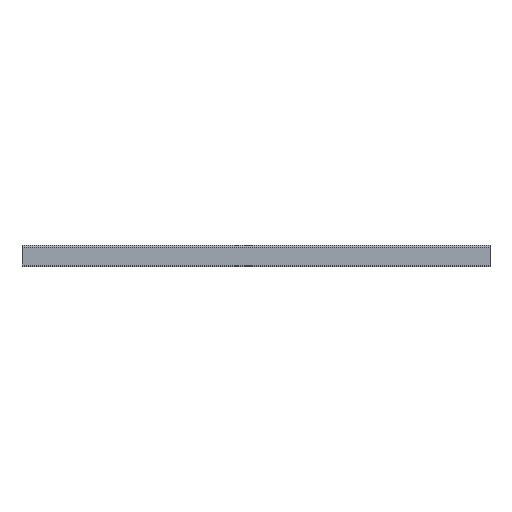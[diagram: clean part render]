
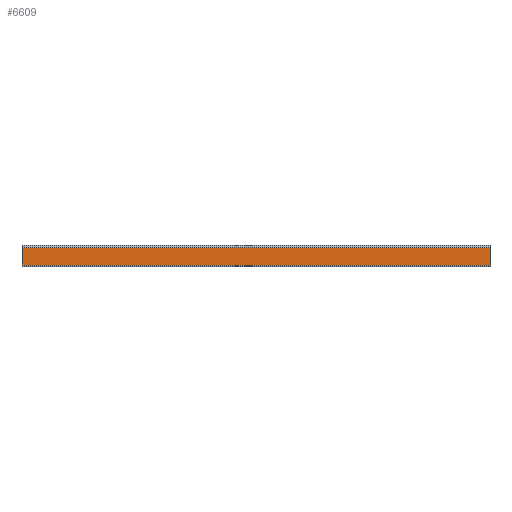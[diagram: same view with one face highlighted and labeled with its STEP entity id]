
A CAD part, front view. The second image highlights one B-rep face of the part: STEP entity #6609.
In plain terms, the highlighted planar face has unit normal (0, -1, 0).
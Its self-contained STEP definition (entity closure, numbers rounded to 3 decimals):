
#102=PLANE('',#7190);
#360=FACE_OUTER_BOUND('',#701,.T.);
#701=EDGE_LOOP('',(#4970,#4971,#4972,#4973));
#1217=LINE('',#10826,#1830);
#1218=LINE('',#10830,#1831);
#1219=LINE('',#10832,#1832);
#1220=LINE('',#10833,#1833);
#1830=VECTOR('',#8740,1000.);
#1831=VECTOR('',#8745,1000.);
#1832=VECTOR('',#8746,1000.);
#1833=VECTOR('',#8747,1000.);
#2895=VERTEX_POINT('',#10823);
#2896=VERTEX_POINT('',#10825);
#2897=VERTEX_POINT('',#10829);
#2898=VERTEX_POINT('',#10831);
#3762=EDGE_CURVE('',#2896,#2895,#1217,.T.);
#3764=EDGE_CURVE('',#2895,#2897,#1218,.T.);
#3765=EDGE_CURVE('',#2898,#2897,#1219,.T.);
#3766=EDGE_CURVE('',#2896,#2898,#1220,.T.);
#4970=ORIENTED_EDGE('',*,*,#3764,.T.);
#4971=ORIENTED_EDGE('',*,*,#3765,.F.);
#4972=ORIENTED_EDGE('',*,*,#3766,.F.);
#4973=ORIENTED_EDGE('',*,*,#3762,.T.);
#6609=ADVANCED_FACE('',(#360),#102,.F.);
#7190=AXIS2_PLACEMENT_3D('',#10828,#8743,#8744);
#8740=DIRECTION('',(-1.,0.,0.));
#8743=DIRECTION('center_axis',(0.,1.,0.));
#8744=DIRECTION('ref_axis',(0.,0.,1.));
#8745=DIRECTION('',(0.,0.,-1.));
#8746=DIRECTION('',(-1.,0.,0.));
#8747=DIRECTION('',(0.,0.,-1.));
#10823=CARTESIAN_POINT('',(0.,-129.989,-4.));
#10825=CARTESIAN_POINT('',(1000.,-129.989,-4.));
#10826=CARTESIAN_POINT('',(1000.,-129.989,-4.));
#10828=CARTESIAN_POINT('Origin',(1000.,-129.989,-4.));
#10829=CARTESIAN_POINT('',(0.,-129.989,-41.));
#10830=CARTESIAN_POINT('',(0.,-129.989,-4.));
#10831=CARTESIAN_POINT('',(1000.,-129.989,-41.));
#10832=CARTESIAN_POINT('',(1000.,-129.989,-41.));
#10833=CARTESIAN_POINT('',(1000.,-129.989,-4.));
